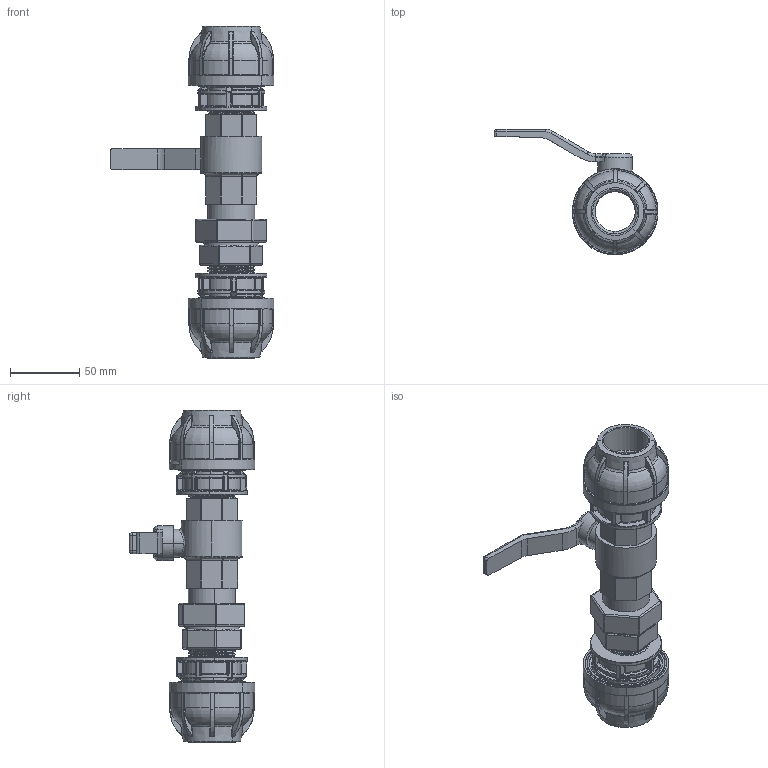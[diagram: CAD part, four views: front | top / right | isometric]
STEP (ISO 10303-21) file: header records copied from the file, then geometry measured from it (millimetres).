
FILE_DESCRIPTION (( 'STEP AP203' ), '1' );
FILE_NAME ('R225.032.001.step', '2013-11-19T09:39:36', ( 'Alusic' ), ( 'Alusic' ), 'SwSTEP 2.0', 'SolidWorks 2011', '' );
FILE_SCHEMA (( 'CONFIG_CONTROL_DESIGN' ));
Length unit declared in the file: millimetre
Products named in the file (1): R225.032.001
Bounding box: 118.44 x 90.59 x 239.92 mm (x, y, z)
Surface area: 86290.7 mm2 (no closed solid volume)
Topology: 0 solids, 42 shells, 1605 faces, 5424 edges, 3583 vertices
Faces by surface type: cylinder 532, bspline 331, plane 319, torus 310, sphere 84, cone 29
Entity records: 103078 total; most frequent: CARTESIAN_POINT 61364, ORIENTED_EDGE 8287, DIRECTION 8266, EDGE_CURVE 5362, VERTEX_POINT 3583, AXIS2_PLACEMENT_3D 3502, CIRCLE 2227, B_SPLINE_CURVE_WITH_KNOTS 1722
